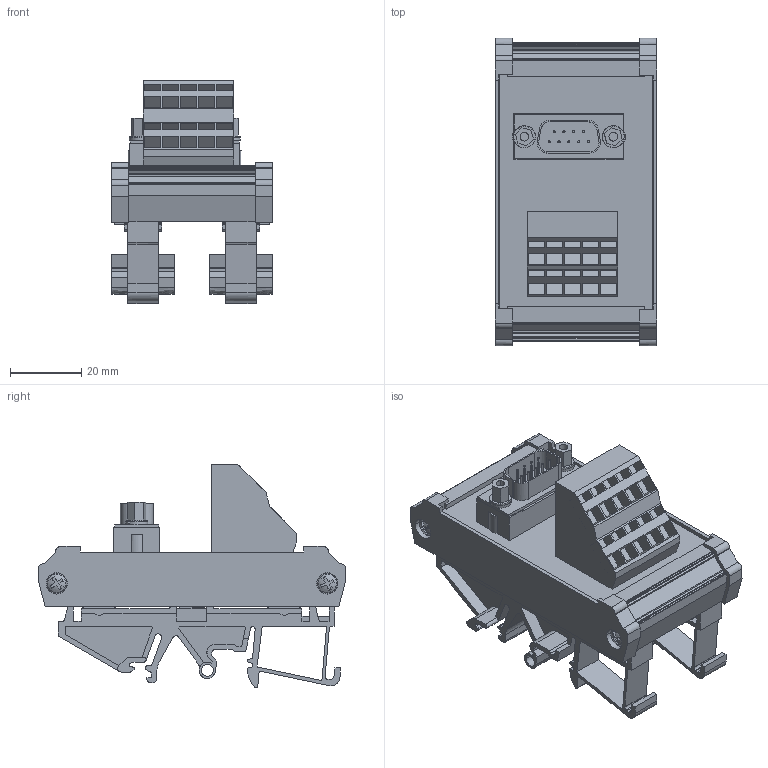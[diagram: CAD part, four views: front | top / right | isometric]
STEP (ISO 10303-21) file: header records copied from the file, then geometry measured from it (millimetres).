
FILE_DESCRIPTION(('CATIA V5R22 STEP214','CAx-IF Rec.Pracs.--- Model Styling and Organization---1.4--- 2014-01-23'),'2;1');
FILE_NAME ('032165-1_0', '2021-09-20T14:53:08+00:00', ('Weidmueller Interface'), ('Weidmueller'), 'CATIA Version 5-6 Release 2016 SP3 HF44', 'CATIA V5 STEP AP214', 'none');
FILE_SCHEMA(('AUTOMOTIVE_DESIGN { 1 0 10303 214 1 1 1 1 }'));
Length unit declared in the file: millimetre
Products named in the file (1): 8537260000_RS SD9 SZ
Bounding box: 45.5 x 86.4 x 62.65 mm (x, y, z)
Volume: 47814.4 mm3; surface area: 47013.5 mm2
Topology: 1 solids, 7 shells, 1297 faces, 3747 edges, 2453 vertices
Faces by surface type: plane 940, cylinder 307, bspline 34, torus 8, sphere 8
Entity records: 45927 total; most frequent: CARTESIAN_POINT 11259, ORIENTED_EDGE 7494, DIRECTION 5882, EDGE_CURVE 3747, VECTOR 2859, LINE 2859, VERTEX_POINT 2453, AXIS2_PLACEMENT_3D 1763
